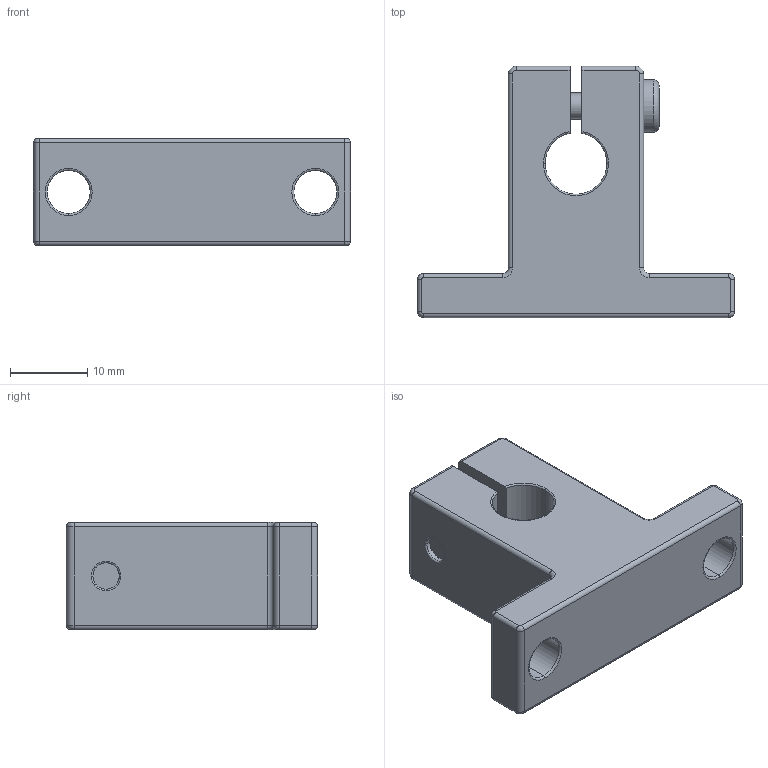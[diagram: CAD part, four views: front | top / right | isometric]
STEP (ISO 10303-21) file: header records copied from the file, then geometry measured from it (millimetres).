
FILE_DESCRIPTION (( 'STEP AP203' ), '1' );
FILE_NAME ('SK8 SC8UU LINEAR RAIL ORIGINAL_Valor predeterminado_sldprt.STEP', '2023-07-23T05:47:00', ( '' ), ( '' ), 'SwSTEP 2.0', 'SolidWorks 2020', '' );
FILE_SCHEMA (( 'CONFIG_CONTROL_DESIGN' ));
Length unit declared in the file: millimetre
Products named in the file (1): SK8 SC8UU LINEAR RAIL ORIGINAL_Valor predeterminado_sldprt
Bounding box: 41.13 x 32.6 x 13.9 mm (x, y, z)
Volume: 8674 mm3; surface area: 4337.7 mm2
Topology: 1 solids, 1 shells, 119 faces, 278 edges, 164 vertices
Faces by surface type: cylinder 57, torus 38, plane 24
Entity records: 3491 total; most frequent: DIRECTION 648, CARTESIAN_POINT 624, ORIENTED_EDGE 556, EDGE_CURVE 278, AXIS2_PLACEMENT_3D 268, VERTEX_POINT 164, CIRCLE 148, EDGE_LOOP 128
